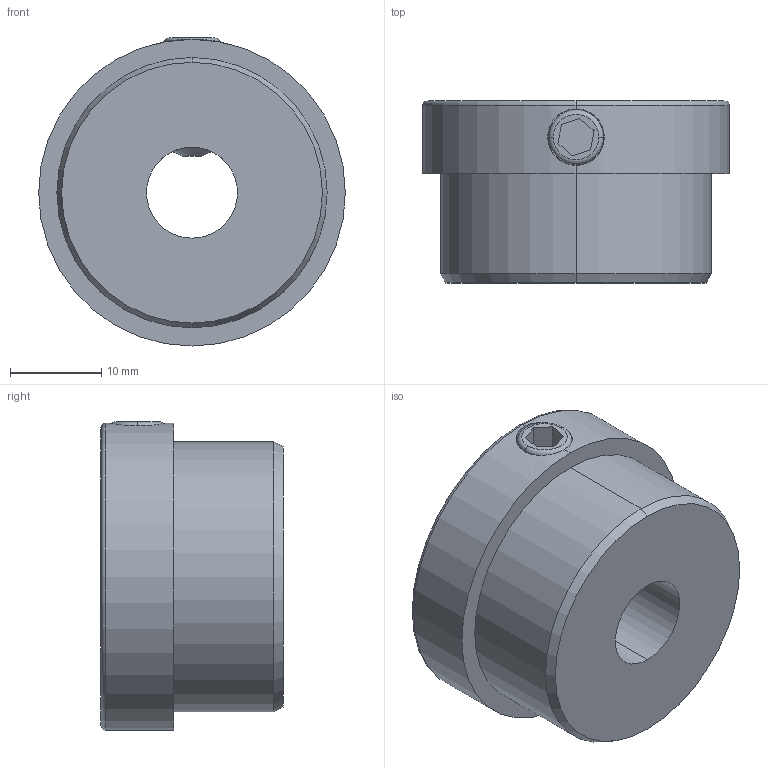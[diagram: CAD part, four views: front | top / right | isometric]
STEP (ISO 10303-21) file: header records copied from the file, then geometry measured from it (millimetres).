
FILE_DESCRIPTION (( 'STEP AP203' ), '1' );
FILE_NAME ('3D_GC2012_33.7x2_188684480.STEP', '2024-10-02T11:47:54', ( '' ), ( '' ), 'SwSTEP 2.0', 'SolidWorks 2024', '' );
FILE_SCHEMA (( 'CONFIG_CONTROL_DESIGN' ));
Length unit declared in the file: millimetre
Products named in the file (1): 3D_GC2012_33.7x2_188684480
Bounding box: 33.7 x 20 x 33.85 mm (x, y, z)
Volume: 13804 mm3; surface area: 4657.5 mm2
Topology: 2 solids, 2 shells, 30 faces, 70 edges, 44 vertices
Faces by surface type: plane 12, cylinder 10, torus 4, cone 4
Entity records: 1055 total; most frequent: CARTESIAN_POINT 275, DIRECTION 152, ORIENTED_EDGE 140, EDGE_CURVE 70, AXIS2_PLACEMENT_3D 59, VERTEX_POINT 44, LINE 34, VECTOR 34
